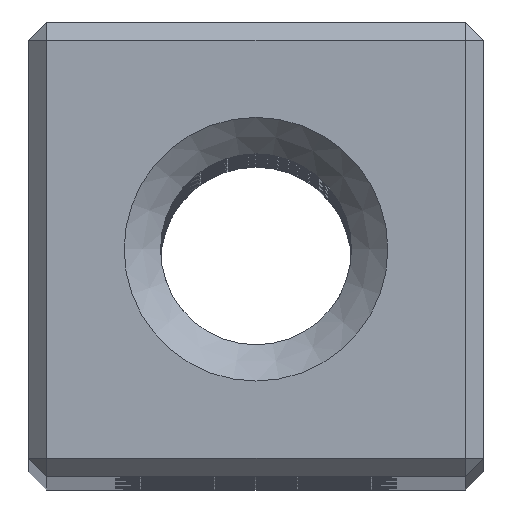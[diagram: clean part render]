
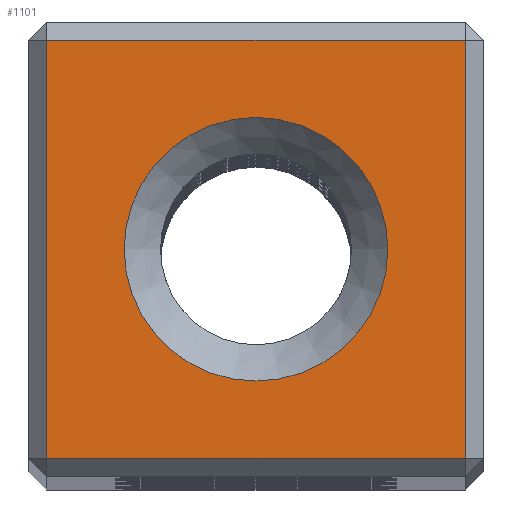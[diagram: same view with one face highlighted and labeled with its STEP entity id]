
A CAD part, top view. The second image highlights one B-rep face of the part: STEP entity #1101.
In plain terms, the highlighted planar face has unit normal (0, 0, 1).
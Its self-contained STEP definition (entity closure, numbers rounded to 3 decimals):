
#311 = VERTEX_POINT('',#312);
#312 = CARTESIAN_POINT('',(4.6,-4.6,170.));
#320 = VERTEX_POINT('',#321);
#321 = CARTESIAN_POINT('',(4.6,4.6,170.));
#327 = EDGE_CURVE('',#311,#320,#328,.T.);
#328 = LINE('',#329,#330);
#329 = CARTESIAN_POINT('',(4.6,-5.,170.));
#330 = VECTOR('',#331,1.);
#331 = DIRECTION('',(0.,1.,0.));
#1101 = ADVANCED_FACE('',(#1102,#1113),#1138,.T.);
#1102 = FACE_BOUND('',#1103,.T.);
#1103 = EDGE_LOOP('',(#1104));
#1104 = ORIENTED_EDGE('',*,*,#1105,.F.);
#1105 = EDGE_CURVE('',#1106,#1106,#1108,.T.);
#1106 = VERTEX_POINT('',#1107);
#1107 = CARTESIAN_POINT('',(2.9,0.,170.));
#1108 = CIRCLE('',#1109,2.9);
#1109 = AXIS2_PLACEMENT_3D('',#1110,#1111,#1112);
#1110 = CARTESIAN_POINT('',(0.,0.,170.));
#1111 = DIRECTION('',(0.,0.,1.));
#1112 = DIRECTION('',(1.,0.,0.));
#1113 = FACE_BOUND('',#1114,.T.);
#1114 = EDGE_LOOP('',(#1115,#1123,#1131,#1137));
#1115 = ORIENTED_EDGE('',*,*,#1116,.T.);
#1116 = EDGE_CURVE('',#320,#1117,#1119,.T.);
#1117 = VERTEX_POINT('',#1118);
#1118 = CARTESIAN_POINT('',(-4.6,4.6,170.));
#1119 = LINE('',#1120,#1121);
#1120 = CARTESIAN_POINT('',(5.,4.6,170.));
#1121 = VECTOR('',#1122,1.);
#1122 = DIRECTION('',(-1.,0.,0.));
#1123 = ORIENTED_EDGE('',*,*,#1124,.T.);
#1124 = EDGE_CURVE('',#1117,#1125,#1127,.T.);
#1125 = VERTEX_POINT('',#1126);
#1126 = CARTESIAN_POINT('',(-4.6,-4.6,170.));
#1127 = LINE('',#1128,#1129);
#1128 = CARTESIAN_POINT('',(-4.6,5.,170.));
#1129 = VECTOR('',#1130,1.);
#1130 = DIRECTION('',(0.,-1.,0.));
#1131 = ORIENTED_EDGE('',*,*,#1132,.T.);
#1132 = EDGE_CURVE('',#1125,#311,#1133,.T.);
#1133 = LINE('',#1134,#1135);
#1134 = CARTESIAN_POINT('',(-5.,-4.6,170.));
#1135 = VECTOR('',#1136,1.);
#1136 = DIRECTION('',(1.,0.,0.));
#1137 = ORIENTED_EDGE('',*,*,#327,.T.);
#1138 = PLANE('',#1139);
#1139 = AXIS2_PLACEMENT_3D('',#1140,#1141,#1142);
#1140 = CARTESIAN_POINT('',(0.,0.,170.
    ));
#1141 = DIRECTION('',(0.,0.,1.));
#1142 = DIRECTION('',(1.,0.,0.));
